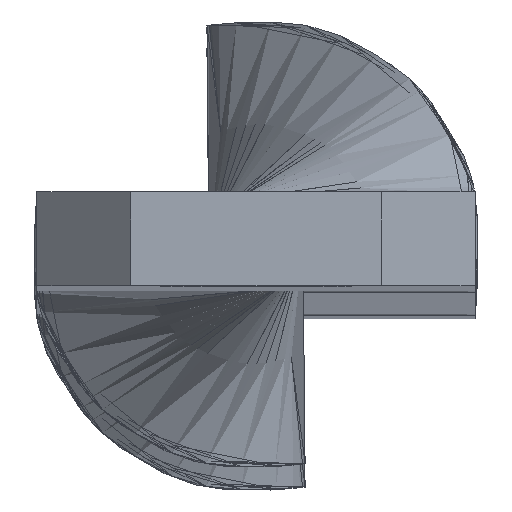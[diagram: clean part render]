
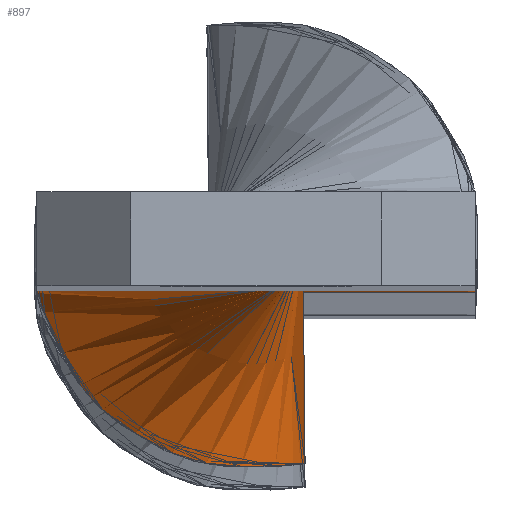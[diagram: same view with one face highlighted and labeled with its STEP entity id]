
A CAD part, top view. The second image highlights one B-rep face of the part: STEP entity #897.
In plain terms, the highlighted free-form (B-spline) face has degree [1, 3] with [2, 19] control points.
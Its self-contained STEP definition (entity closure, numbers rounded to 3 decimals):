
#423=CARTESIAN_POINT('',(-7.,0.,517.5));
#424=VERTEX_POINT('',#423);
#487=CARTESIAN_POINT('',(7.,0.,517.5));
#488=VERTEX_POINT('',#487);
#510=CARTESIAN_POINT('',(-7.,0.,517.5));
#511=CARTESIAN_POINT('',(7.,0.,517.5));
#512=QUASI_UNIFORM_CURVE('',1,(#510,#511),.UNSPECIFIED.,.F.,.U.);
#513=EDGE_CURVE('',#424,#488,#512,.T.);
#643=CARTESIAN_POINT('',(-7.,0.,482.5));
#644=VERTEX_POINT('',#643);
#652=CARTESIAN_POINT('',(-7.,0.,482.5));
#653=CARTESIAN_POINT('',(-7.,0.,483.5));
#654=CARTESIAN_POINT('',(-5.978,-3.102,485.5));
#655=CARTESIAN_POINT('',(-3.937,-4.532,488.5));
#656=CARTESIAN_POINT('',(-1.608,-5.834,491.5));
#657=CARTESIAN_POINT('',(1.85,-5.462,493.958));
#658=CARTESIAN_POINT('',(1.437,-5.507,495.875));
#659=CARTESIAN_POINT('',(1.517,-5.498,497.25));
#660=CARTESIAN_POINT('',(1.495,-5.501,498.625));
#661=CARTESIAN_POINT('',(1.502,-5.5,500.0));
#662=CARTESIAN_POINT('',(1.495,-5.501,501.375));
#663=CARTESIAN_POINT('',(1.517,-5.498,502.75));
#664=CARTESIAN_POINT('',(1.437,-5.507,504.125));
#665=CARTESIAN_POINT('',(1.85,-5.462,506.042));
#666=CARTESIAN_POINT('',(-1.608,-5.834,508.5));
#667=CARTESIAN_POINT('',(-3.937,-4.532,511.5));
#668=CARTESIAN_POINT('',(-5.978,-3.102,514.5));
#669=CARTESIAN_POINT('',(-7.,0.,516.5));
#670=CARTESIAN_POINT('',(-7.,0.,517.5));
#671=B_SPLINE_CURVE_WITH_KNOTS('',3,(#652,#653,#654,#655,#656,#657,#658,#659,#660,#661,#662,#663,#664,#665,#666,#667,#668,#669,#670),.UNSPECIFIED.,.F.,.U.,(4,1,1,1,1,1,1,1,1,1,1,1,1,1,1,1,4),(0.0,0.086,0.171,0.257,0.343,0.382,0.421,0.461,0.5,0.539,0.579,0.618,0.657,0.743,0.829,0.914,1.0),.UNSPECIFIED.);
#672=EDGE_CURVE('',#644,#424,#671,.T.);
#814=CARTESIAN_POINT('',(7.,0.,482.5));
#815=VERTEX_POINT('',#814);
#823=CARTESIAN_POINT('',(7.,0.,482.5));
#824=CARTESIAN_POINT('',(7.,0.,483.5));
#825=CARTESIAN_POINT('',(7.338,3.248,485.5));
#826=CARTESIAN_POINT('',(6.063,5.389,488.5));
#827=CARTESIAN_POINT('',(4.472,7.531,491.5));
#828=CARTESIAN_POINT('',(1.165,8.609,493.958));
#829=CARTESIAN_POINT('',(1.56,8.48,495.875));
#830=CARTESIAN_POINT('',(1.484,8.505,497.25));
#831=CARTESIAN_POINT('',(1.505,8.498,498.625));
#832=CARTESIAN_POINT('',(1.498,8.501,500.0));
#833=CARTESIAN_POINT('',(1.505,8.498,501.375));
#834=CARTESIAN_POINT('',(1.484,8.505,502.75));
#835=CARTESIAN_POINT('',(1.56,8.48,504.125));
#836=CARTESIAN_POINT('',(1.165,8.609,506.042));
#837=CARTESIAN_POINT('',(4.472,7.531,508.5));
#838=CARTESIAN_POINT('',(6.063,5.389,511.5));
#839=CARTESIAN_POINT('',(7.338,3.248,514.5));
#840=CARTESIAN_POINT('',(7.,0.,516.5));
#841=CARTESIAN_POINT('',(7.,0.,517.5));
#842=B_SPLINE_CURVE_WITH_KNOTS('',3,(#823,#824,#825,#826,#827,#828,#829,#830,#831,#832,#833,#834,#835,#836,#837,#838,#839,#840,#841),.UNSPECIFIED.,.F.,.U.,(4,1,1,1,1,1,1,1,1,1,1,1,1,1,1,1,4),(0.0,0.086,0.171,0.257,0.343,0.382,0.421,0.461,0.5,0.539,0.579,0.618,0.657,0.743,0.829,0.914,1.0),.UNSPECIFIED.);
#843=EDGE_CURVE('',#815,#488,#842,.T.);
#848=CARTESIAN_POINT('',(-7.,0.,482.5));
#849=CARTESIAN_POINT('',(7.,0.,482.5));
#850=CARTESIAN_POINT('',(-7.,0.,483.5));
#851=CARTESIAN_POINT('',(7.,0.,483.5));
#852=CARTESIAN_POINT('',(-5.978,-3.102,485.5));
#853=CARTESIAN_POINT('',(7.338,3.248,485.5));
#854=CARTESIAN_POINT('',(-3.937,-4.532,488.5));
#855=CARTESIAN_POINT('',(6.063,5.389,488.5));
#856=CARTESIAN_POINT('',(-1.608,-5.834,491.5));
#857=CARTESIAN_POINT('',(4.472,7.531,491.5));
#858=CARTESIAN_POINT('',(1.85,-5.462,493.958));
#859=CARTESIAN_POINT('',(1.165,8.609,493.958));
#860=CARTESIAN_POINT('',(1.437,-5.507,495.875));
#861=CARTESIAN_POINT('',(1.56,8.48,495.875));
#862=CARTESIAN_POINT('',(1.517,-5.498,497.25));
#863=CARTESIAN_POINT('',(1.484,8.505,497.25));
#864=CARTESIAN_POINT('',(1.495,-5.501,498.625));
#865=CARTESIAN_POINT('',(1.505,8.498,498.625));
#866=CARTESIAN_POINT('',(1.502,-5.5,500.0));
#867=CARTESIAN_POINT('',(1.498,8.501,500.0));
#868=CARTESIAN_POINT('',(1.495,-5.501,501.375));
#869=CARTESIAN_POINT('',(1.505,8.498,501.375));
#870=CARTESIAN_POINT('',(1.517,-5.498,502.75));
#871=CARTESIAN_POINT('',(1.484,8.505,502.75));
#872=CARTESIAN_POINT('',(1.437,-5.507,504.125));
#873=CARTESIAN_POINT('',(1.56,8.48,504.125));
#874=CARTESIAN_POINT('',(1.85,-5.462,506.042));
#875=CARTESIAN_POINT('',(1.165,8.609,506.042));
#876=CARTESIAN_POINT('',(-1.608,-5.834,508.5));
#877=CARTESIAN_POINT('',(4.472,7.531,508.5));
#878=CARTESIAN_POINT('',(-3.937,-4.532,511.5));
#879=CARTESIAN_POINT('',(6.063,5.389,511.5));
#880=CARTESIAN_POINT('',(-5.978,-3.102,514.5));
#881=CARTESIAN_POINT('',(7.338,3.248,514.5));
#882=CARTESIAN_POINT('',(-7.,0.,516.5));
#883=CARTESIAN_POINT('',(7.,0.,516.5));
#884=CARTESIAN_POINT('',(-7.,0.,517.5));
#885=CARTESIAN_POINT('',(7.,0.,517.5));
#886=B_SPLINE_SURFACE_WITH_KNOTS('',1,3,((#848,#850,#852,#854,#856,#858,#860,#862,#864,#866,#868,#870,#872,#874,#876,#878,#880,#882,#884),(#849,#851,#853,#855,#857,#859,#861,#863,#865,#867,#869,#871,#873,#875,#877,#879,#881,#883,#885)),.UNSPECIFIED.,.F.,.F.,.U.,(2,2),(4,1,1,1,1,1,1,1,1,1,1,1,1,1,1,1,4),(0.0,14.),(0.0,4.631,9.261,13.892,18.523,20.645,22.767,24.89,27.012,29.135,31.257,33.379,35.502,40.132,44.763,49.394,54.024),.UNSPECIFIED.);
#887=CARTESIAN_POINT('',(7.,0.,482.5));
#888=CARTESIAN_POINT('',(-7.,0.,482.5));
#889=QUASI_UNIFORM_CURVE('',1,(#887,#888),.UNSPECIFIED.,.F.,.U.);
#890=EDGE_CURVE('',#815,#644,#889,.T.);
#891=ORIENTED_EDGE('',*,*,#890,.F.);
#892=ORIENTED_EDGE('',*,*,#843,.T.);
#893=ORIENTED_EDGE('',*,*,#513,.F.);
#894=ORIENTED_EDGE('',*,*,#672,.F.);
#895=EDGE_LOOP('',(#891,#892,#893,#894));
#896=FACE_OUTER_BOUND('',#895,.T.);
#897=ADVANCED_FACE('',(#896),#886,.T.);
